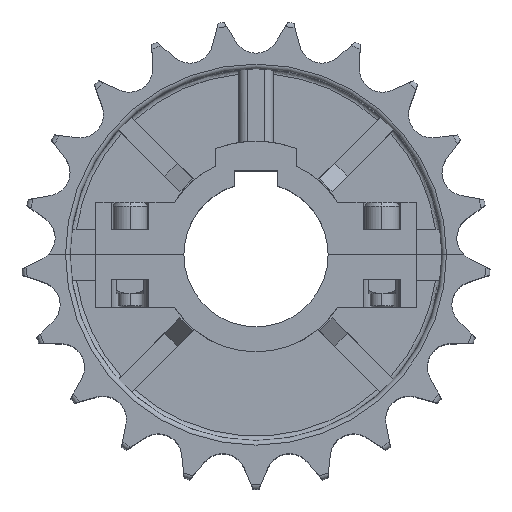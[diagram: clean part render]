
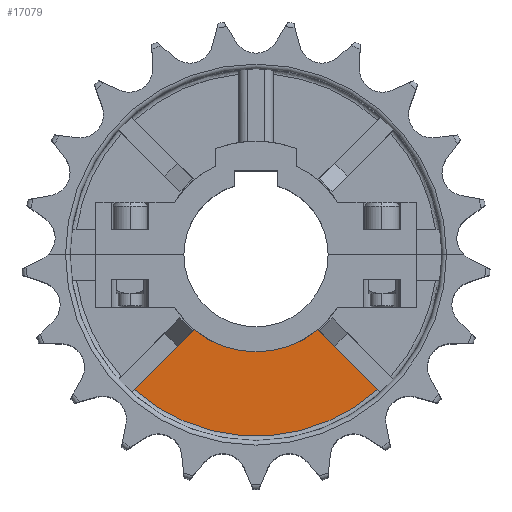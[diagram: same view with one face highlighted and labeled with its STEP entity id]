
A CAD part, top view. The second image highlights one B-rep face of the part: STEP entity #17079.
In plain terms, the highlighted planar face has unit normal (0, 0, 1).
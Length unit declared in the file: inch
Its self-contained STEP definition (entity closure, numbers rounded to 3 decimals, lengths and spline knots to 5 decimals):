
#92 = CIRCLE ( 'NONE', #12596, 1.06 ) ;
#94 = VECTOR ( 'NONE', #15739, 39.37008 ) ;
#205 = AXIS2_PLACEMENT_3D ( 'NONE', #7989, #15132, #19796 ) ;
#282 = EDGE_CURVE ( 'NONE', #12694, #6853, #17477, .T. ) ;
#421 = EDGE_CURVE ( 'NONE', #6853, #22087, #9454, .T. ) ;
#681 = VECTOR ( 'NONE', #4385, 39.37008 ) ;
#982 = DIRECTION ( 'NONE',  ( 1., 0., 0. ) ) ;
#2567 = EDGE_CURVE ( 'NONE', #12650, #12694, #92, .T. ) ;
#4385 = DIRECTION ( 'NONE',  ( -0.707, 0.707, 0. ) ) ;
#6425 = PLANE ( 'NONE',  #205 ) ;
#6853 = VERTEX_POINT ( 'NONE', #12214 ) ;
#7926 = CARTESIAN_POINT ( 'NONE',  ( 0., 0., 0.515 ) ) ;
#7989 = CARTESIAN_POINT ( 'NONE',  ( 0., 2.03, 0.515 ) ) ;
#8743 = CARTESIAN_POINT ( 'NONE',  ( 1.32757, -1.469, 0.515 ) ) ;
#9112 = EDGE_LOOP ( 'NONE', ( #13534, #15071, #14121, #19355 ) ) ;
#9454 = CIRCLE ( 'NONE', #18355, 1.98 ) ;
#10138 = EDGE_CURVE ( 'NONE', #22087, #12650, #12987, .T. ) ;
#10468 = DIRECTION ( 'NONE',  ( 1., 0., 0. ) ) ;
#10690 = CARTESIAN_POINT ( 'NONE',  ( -0.67548, -0.8169, 0.515 ) ) ;
#11523 = FACE_OUTER_BOUND ( 'NONE', #9112, .T. ) ;
#12214 = CARTESIAN_POINT ( 'NONE',  ( -1.32757, -1.469, 0.515 ) ) ;
#12592 = CARTESIAN_POINT ( 'NONE',  ( 1.08571, 0.94429, 0.515 ) ) ;
#12596 = AXIS2_PLACEMENT_3D ( 'NONE', #20644, #22146, #10468 ) ;
#12650 = VERTEX_POINT ( 'NONE', #15108 ) ;
#12694 = VERTEX_POINT ( 'NONE', #10690 ) ;
#12987 = LINE ( 'NONE', #17966, #681 ) ;
#13534 = ORIENTED_EDGE ( 'NONE', *, *, #2567, .T. ) ;
#14121 = ORIENTED_EDGE ( 'NONE', *, *, #421, .T. ) ;
#15071 = ORIENTED_EDGE ( 'NONE', *, *, #282, .T. ) ;
#15108 = CARTESIAN_POINT ( 'NONE',  ( 0.67548, -0.8169, 0.515 ) ) ;
#15132 = DIRECTION ( 'NONE',  ( 0., 0., 1. ) ) ;
#15739 = DIRECTION ( 'NONE',  ( -0.707, -0.707, 0. ) ) ;
#17079 = ADVANCED_FACE ( 'NONE', ( #11523 ), #6425, .T. ) ;
#17477 = LINE ( 'NONE', #12592, #94 ) ;
#17809 = DIRECTION ( 'NONE',  ( 0., 0., 1. ) ) ;
#17966 = CARTESIAN_POINT ( 'NONE',  ( -1.08571, 0.94429, 0.515 ) ) ;
#18355 = AXIS2_PLACEMENT_3D ( 'NONE', #7926, #17809, #982 ) ;
#19355 = ORIENTED_EDGE ( 'NONE', *, *, #10138, .T. ) ;
#19796 = DIRECTION ( 'NONE',  ( 1., 0., 0. ) ) ;
#20644 = CARTESIAN_POINT ( 'NONE',  ( 0., 0., 0.515 ) ) ;
#22087 = VERTEX_POINT ( 'NONE', #8743 ) ;
#22146 = DIRECTION ( 'NONE',  ( 0., 0., -1. ) ) ;
